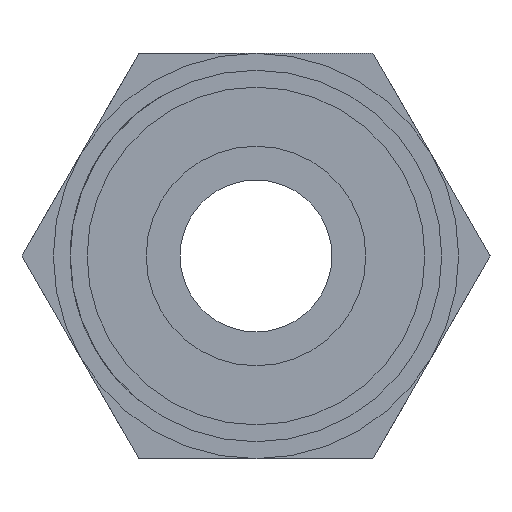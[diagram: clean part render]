
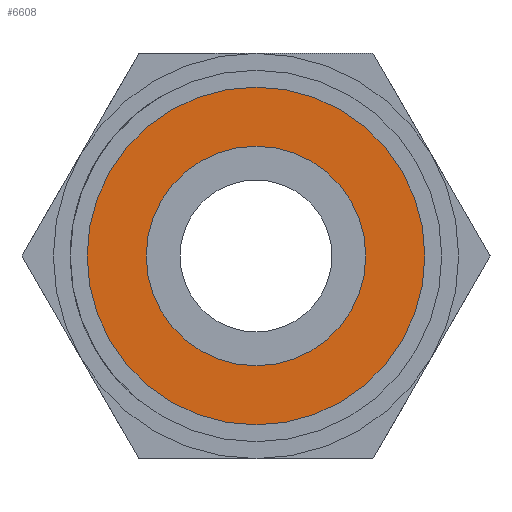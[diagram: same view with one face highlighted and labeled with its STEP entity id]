
A CAD part, left-side view. The second image highlights one B-rep face of the part: STEP entity #6608.
In plain terms, the highlighted planar face has unit normal (-1, 0, 0).
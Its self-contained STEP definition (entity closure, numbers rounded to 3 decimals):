
#458 = AXIS2_PLACEMENT_3D ( 'NONE', #6766, #757, #6107 ) ;
#757 = DIRECTION ( 'NONE',  ( -1., 0., 0. ) ) ;
#2276 = CIRCLE ( 'NONE', #458, 10. ) ;
#2625 = ORIENTED_EDGE ( 'NONE', *, *, #4407, .T. ) ;
#2679 = CARTESIAN_POINT ( 'NONE',  ( 0., 0., 0. ) ) ;
#2756 = VERTEX_POINT ( 'NONE', #8563 ) ;
#2781 = CARTESIAN_POINT ( 'NONE',  ( 0., 0., 0. ) ) ;
#3066 = CARTESIAN_POINT ( 'NONE',  ( 0., 0., 0. ) ) ;
#3467 = DIRECTION ( 'NONE',  ( -1., 0., 0. ) ) ;
#3578 = DIRECTION ( 'NONE',  ( 0., 0., 1. ) ) ;
#3859 = EDGE_LOOP ( 'NONE', ( #2625, #8263 ) ) ;
#3880 = ORIENTED_EDGE ( 'NONE', *, *, #5005, .F. ) ;
#3921 = VERTEX_POINT ( 'NONE', #5524 ) ;
#4314 = CARTESIAN_POINT ( 'NONE',  ( 0., 0., 10. ) ) ;
#4321 = EDGE_LOOP ( 'NONE', ( #3880, #6959 ) ) ;
#4370 = AXIS2_PLACEMENT_3D ( 'NONE', #2781, #4572, #7254 ) ;
#4375 = DIRECTION ( 'NONE',  ( -1., 0., 0. ) ) ;
#4407 = EDGE_CURVE ( 'NONE', #5597, #3921, #8308, .T. ) ;
#4449 = DIRECTION ( 'NONE',  ( -1., 0., 0. ) ) ;
#4572 = DIRECTION ( 'NONE',  ( -1., 0., 0. ) ) ;
#4647 = FACE_BOUND ( 'NONE', #4321, .T. ) ;
#4659 = AXIS2_PLACEMENT_3D ( 'NONE', #2679, #3467, #6183 ) ;
#4996 = EDGE_CURVE ( 'NONE', #3921, #5597, #2276, .T. ) ;
#5005 = EDGE_CURVE ( 'NONE', #2756, #6085, #8461, .T. ) ;
#5524 = CARTESIAN_POINT ( 'NONE',  ( 0., 0., -10. ) ) ;
#5597 = VERTEX_POINT ( 'NONE', #4314 ) ;
#5636 = AXIS2_PLACEMENT_3D ( 'NONE', #3066, #4375, #7863 ) ;
#6009 = FACE_OUTER_BOUND ( 'NONE', #3859, .T. ) ;
#6085 = VERTEX_POINT ( 'NONE', #7153 ) ;
#6107 = DIRECTION ( 'NONE',  ( 0., 0., 1. ) ) ;
#6183 = DIRECTION ( 'NONE',  ( 0., 0., 1. ) ) ;
#6200 = AXIS2_PLACEMENT_3D ( 'NONE', #8415, #4449, #3578 ) ;
#6608 = ADVANCED_FACE ( 'NONE', ( #4647, #6009 ), #8702, .T. ) ;
#6766 = CARTESIAN_POINT ( 'NONE',  ( 0., 0., 0. ) ) ;
#6959 = ORIENTED_EDGE ( 'NONE', *, *, #7305, .F. ) ;
#7153 = CARTESIAN_POINT ( 'NONE',  ( 0., 0., -6.5 ) ) ;
#7254 = DIRECTION ( 'NONE',  ( 0., 0., 1. ) ) ;
#7305 = EDGE_CURVE ( 'NONE', #6085, #2756, #8320, .T. ) ;
#7863 = DIRECTION ( 'NONE',  ( 0., 0., 1. ) ) ;
#8263 = ORIENTED_EDGE ( 'NONE', *, *, #4996, .T. ) ;
#8308 = CIRCLE ( 'NONE', #6200, 10. ) ;
#8320 = CIRCLE ( 'NONE', #5636, 6.5 ) ;
#8415 = CARTESIAN_POINT ( 'NONE',  ( 0., 0., 0. ) ) ;
#8461 = CIRCLE ( 'NONE', #4370, 6.5 ) ;
#8563 = CARTESIAN_POINT ( 'NONE',  ( 0., 0., 6.5 ) ) ;
#8702 = PLANE ( 'NONE',  #4659 ) ;
